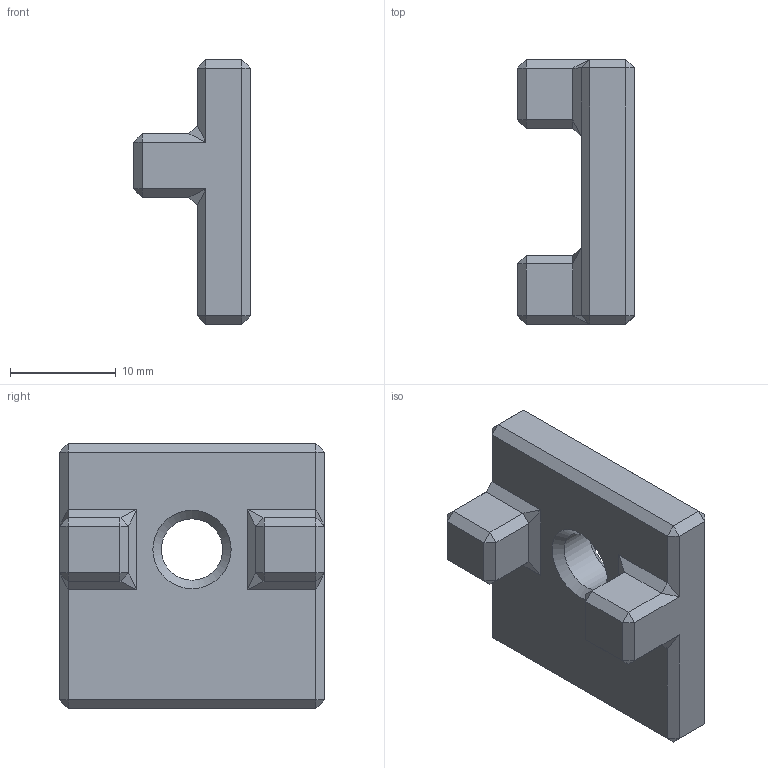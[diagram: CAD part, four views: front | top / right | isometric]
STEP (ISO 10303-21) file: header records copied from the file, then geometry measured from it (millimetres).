
FILE_DESCRIPTION(/* description */ (''),/* implementation_level */ '2;1');
FILE_NAME(/* name */ '2020 front bracket v4.step',/* time_stamp */ '2025-08-21T15:42:28-07:00',/* author */ (''),/* organization */ (''),/* preprocessor_version */ 'ST-DEVELOPER v20.1',/* originating_system */ 'Autodesk Translation Framework v14.10.0.0',/* authorisation */ '');
FILE_SCHEMA (('AUTOMOTIVE_DESIGN { 1 0 10303 214 3 1 1 }'));
Length unit declared in the file: millimetre
Products named in the file (2): 2020 front bracket; Bracket
Assembly tree (1 placements, depth 2):
  2020 front bracket
    Bracket
Bounding box: 11 x 25 x 25 mm (x, y, z)
Volume: 3367.9 mm3; surface area: 1914.2 mm2
Topology: 1 solids, 1 shells, 77 faces, 152 edges, 77 vertices
Faces by surface type: plane 74, cone 2, cylinder 1
Full cylindrical faces by diameter (mm): 5.8 x1
Entity records: 1911 total; most frequent: DIRECTION 317, CARTESIAN_POINT 309, ORIENTED_EDGE 304, EDGE_CURVE 152, LINE 147, VECTOR 147, AXIS2_PLACEMENT_3D 85, EDGE_LOOP 79
